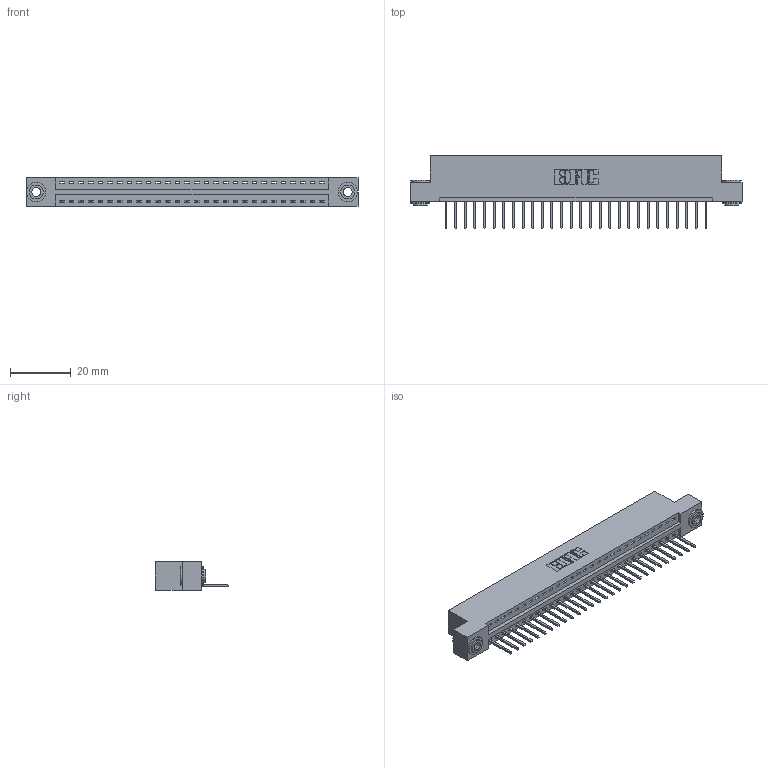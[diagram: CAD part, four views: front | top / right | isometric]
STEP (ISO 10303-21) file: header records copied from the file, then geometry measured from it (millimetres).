
FILE_DESCRIPTION (( 'STEP AP203' ), '1' );
FILE_NAME ('346-028-526-103.STEP', '2022-05-06T06:52:27', ( '' ), ( '' ), 'SwSTEP 2.0', 'SolidWorks 2020', '' );
FILE_SCHEMA (( 'CONFIG_CONTROL_DESIGN' ));
Length unit declared in the file: inch
Products named in the file (4): 346 Part_Flush Mounting Lugs - 0.156 Dia-TH; 346-028-526-103; 345-250-002_345-250-002-102; 345-292-001_345-293-126
Assembly tree (31 placements, depth 2):
  346-028-526-103
    346 Part_Flush Mounting Lugs - 0.156 Dia-TH
    345-292-001_345-293-126  x28
    345-250-002_345-250-002-102  x2
Bounding box: 109.47 x 24.13 x 9.4 mm (x, y, z)
Volume: 10361.6 mm3; surface area: 13023.8 mm2
Topology: 31 solids, 31 shells, 1798 faces, 5369 edges, 3538 vertices
Faces by surface type: plane 1220, cylinder 570, cone 8
Entity records: 20346 total; most frequent: CARTESIAN_POINT 3473, ORIENTED_EDGE 3426, DIRECTION 3111, EDGE_CURVE 1713, LINE 1445, VECTOR 1445, VERTEX_POINT 1138, AXIS2_PLACEMENT_3D 833
